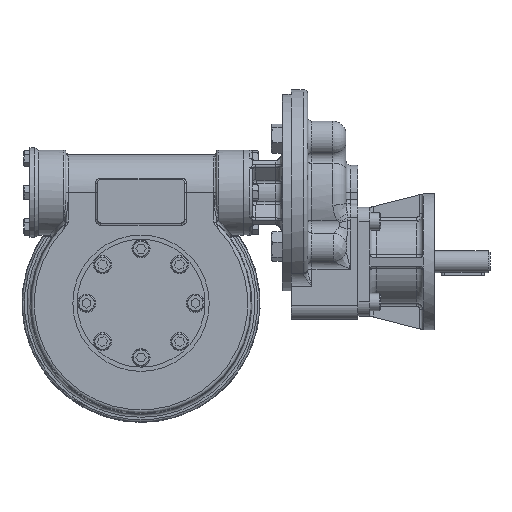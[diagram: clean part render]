
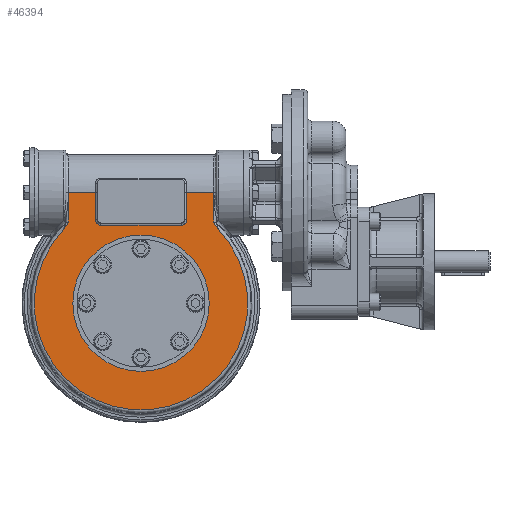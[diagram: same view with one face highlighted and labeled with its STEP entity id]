
A CAD part, top view. The second image highlights one B-rep face of the part: STEP entity #46394.
In plain terms, the highlighted planar face has unit normal (0, 0, 1).
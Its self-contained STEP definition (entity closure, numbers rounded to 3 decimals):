
#2674=LINE('',#101664,#4842);
#2675=LINE('',#101667,#4843);
#2676=LINE('',#101671,#4844);
#2677=LINE('',#101675,#4845);
#2678=LINE('',#101677,#4846);
#2679=LINE('',#101679,#4847);
#2680=LINE('',#101699,#4848);
#4842=VECTOR('',#74614,1000.);
#4843=VECTOR('',#74615,1000.);
#4844=VECTOR('',#74618,1000.);
#4845=VECTOR('',#74621,1000.);
#4846=VECTOR('',#74622,1000.);
#4847=VECTOR('',#74623,1000.);
#4848=VECTOR('',#74626,1000.);
#7615=B_SPLINE_CURVE_WITH_KNOTS('',3,(#101681,#101682,#101683,#101684,#101685,
#101686,#101687),.UNSPECIFIED.,.F.,.F.,(4,1,1,1,4),(0.,0.002,
0.004,0.006,0.008),
 .UNSPECIFIED.);
#7616=B_SPLINE_CURVE_WITH_KNOTS('',3,(#101691,#101692,#101693,#101694,#101695,
#101696,#101697),.UNSPECIFIED.,.F.,.F.,(4,1,1,1,4),(0.,0.002,
0.004,0.006,0.008),
 .UNSPECIFIED.);
#9585=PLANE('',#65337);
#20802=ORIENTED_EDGE('',*,*,#28829,.F.);
#20803=ORIENTED_EDGE('',*,*,#28830,.T.);
#20804=ORIENTED_EDGE('',*,*,#28831,.T.);
#20805=ORIENTED_EDGE('',*,*,#28832,.T.);
#20806=ORIENTED_EDGE('',*,*,#28833,.T.);
#20807=ORIENTED_EDGE('',*,*,#28834,.T.);
#20808=ORIENTED_EDGE('',*,*,#28835,.F.);
#20809=ORIENTED_EDGE('',*,*,#28836,.T.);
#20810=ORIENTED_EDGE('',*,*,#28837,.T.);
#20811=ORIENTED_EDGE('',*,*,#28838,.T.);
#20812=ORIENTED_EDGE('',*,*,#28839,.T.);
#20813=ORIENTED_EDGE('',*,*,#28840,.T.);
#20814=ORIENTED_EDGE('',*,*,#28841,.T.);
#28829=EDGE_CURVE('',#33754,#33755,#2674,.T.);
#28830=EDGE_CURVE('',#33754,#33756,#2675,.F.);
#28831=EDGE_CURVE('',#33756,#33757,#35880,.F.);
#28832=EDGE_CURVE('',#33757,#33758,#2676,.F.);
#28833=EDGE_CURVE('',#33758,#33759,#35881,.F.);
#28834=EDGE_CURVE('',#33759,#33760,#2677,.F.);
#28835=EDGE_CURVE('',#33761,#33760,#2678,.T.);
#28836=EDGE_CURVE('',#33761,#33762,#2679,.F.);
#28837=EDGE_CURVE('',#33762,#33763,#7615,.T.);
#28838=EDGE_CURVE('',#33763,#33764,#35882,.T.);
#28839=EDGE_CURVE('',#33764,#33765,#7616,.F.);
#28840=EDGE_CURVE('',#33765,#33755,#2680,.F.);
#28841=EDGE_CURVE('',#33766,#33766,#35883,.T.);
#33754=VERTEX_POINT('',#101665);
#33755=VERTEX_POINT('',#101666);
#33756=VERTEX_POINT('',#101668);
#33757=VERTEX_POINT('',#101670);
#33758=VERTEX_POINT('',#101672);
#33759=VERTEX_POINT('',#101674);
#33760=VERTEX_POINT('',#101676);
#33761=VERTEX_POINT('',#101678);
#33762=VERTEX_POINT('',#101680);
#33763=VERTEX_POINT('',#101688);
#33764=VERTEX_POINT('',#101690);
#33765=VERTEX_POINT('',#101698);
#33766=VERTEX_POINT('',#101701);
#35880=CIRCLE('',#65338,5.);
#35881=CIRCLE('',#65339,5.);
#35882=CIRCLE('',#65340,98.052);
#35883=CIRCLE('',#65341,62.625);
#39140=EDGE_LOOP('',(#20802,#20803,#20804,#20805,#20806,#20807,#20808,#20809,
#20810,#20811,#20812,#20813));
#39141=EDGE_LOOP('',(#20814));
#42842=FACE_BOUND('',#39140,.T.);
#42843=FACE_BOUND('',#39141,.T.);
#46394=ADVANCED_FACE('',(#42842,#42843),#9585,.T.);
#65337=AXIS2_PLACEMENT_3D('',#101663,#74612,#74613);
#65338=AXIS2_PLACEMENT_3D('',#101669,#74616,#74617);
#65339=AXIS2_PLACEMENT_3D('',#101673,#74619,#74620);
#65340=AXIS2_PLACEMENT_3D('',#101689,#74624,#74625);
#65341=AXIS2_PLACEMENT_3D('',#101700,#74627,#74628);
#74612=DIRECTION('',(0.,0.,1.));
#74613=DIRECTION('',(1.,0.,0.));
#74614=DIRECTION('',(1.,0.,0.));
#74615=DIRECTION('',(0.,1.,0.));
#74616=DIRECTION('',(0.,0.,1.));
#74617=DIRECTION('',(1.,0.,0.));
#74618=DIRECTION('',(1.,0.,0.));
#74619=DIRECTION('',(0.,0.,1.));
#74620=DIRECTION('',(1.,0.,0.));
#74621=DIRECTION('',(0.,-1.,0.));
#74622=DIRECTION('',(1.,0.,0.));
#74623=DIRECTION('',(0.,1.,0.));
#74624=DIRECTION('',(0.,0.,1.));
#74625=DIRECTION('',(1.,0.,0.));
#74626=DIRECTION('',(0.,-1.,0.));
#74627=DIRECTION('',(0.,0.,-1.));
#74628=DIRECTION('',(1.,0.,0.));
#101663=CARTESIAN_POINT('',(0.,101.,65.));
#101664=CARTESIAN_POINT('',(-661.15,101.625,65.));
#101665=CARTESIAN_POINT('',(42.,101.625,65.));
#101666=CARTESIAN_POINT('',(67.,101.625,65.));
#101667=CARTESIAN_POINT('',(42.,76.625,65.));
#101668=CARTESIAN_POINT('',(42.,76.625,65.));
#101669=CARTESIAN_POINT('',(37.,76.625,65.));
#101670=CARTESIAN_POINT('',(37.,71.625,65.));
#101671=CARTESIAN_POINT('',(-37.,71.625,65.));
#101672=CARTESIAN_POINT('',(-37.,71.625,65.));
#101673=CARTESIAN_POINT('',(-37.,76.625,65.));
#101674=CARTESIAN_POINT('',(-42.,76.625,65.));
#101675=CARTESIAN_POINT('',(-42.,101.625,65.));
#101676=CARTESIAN_POINT('',(-42.,101.625,65.));
#101677=CARTESIAN_POINT('',(-661.15,101.625,65.));
#101678=CARTESIAN_POINT('',(-67.,101.625,65.));
#101679=CARTESIAN_POINT('',(-67.,69.665,65.));
#101680=CARTESIAN_POINT('',(-67.,74.551,65.));
#101681=CARTESIAN_POINT('',(-67.,74.551,65.));
#101682=CARTESIAN_POINT('',(-67.,73.864,65.));
#101683=CARTESIAN_POINT('',(-67.34,72.525,65.));
#101684=CARTESIAN_POINT('',(-68.474,70.825,65.));
#101685=CARTESIAN_POINT('',(-69.733,69.224,65.));
#101686=CARTESIAN_POINT('',(-70.583,68.157,65.));
#101687=CARTESIAN_POINT('',(-71.,67.625,65.));
#101688=CARTESIAN_POINT('',(-71.,67.625,65.));
#101689=CARTESIAN_POINT('',(0.,0.,65.));
#101690=CARTESIAN_POINT('',(71.,67.625,65.));
#101691=CARTESIAN_POINT('',(67.,74.551,65.));
#101692=CARTESIAN_POINT('',(67.,73.864,65.));
#101693=CARTESIAN_POINT('',(67.34,72.525,65.));
#101694=CARTESIAN_POINT('',(68.474,70.825,65.));
#101695=CARTESIAN_POINT('',(69.733,69.224,65.));
#101696=CARTESIAN_POINT('',(70.583,68.157,65.));
#101697=CARTESIAN_POINT('',(71.,67.625,65.));
#101698=CARTESIAN_POINT('',(67.,74.551,65.));
#101699=CARTESIAN_POINT('',(67.,84.42,65.));
#101700=CARTESIAN_POINT('',(0.,0.,65.));
#101701=CARTESIAN_POINT('',(62.625,0.,65.));
